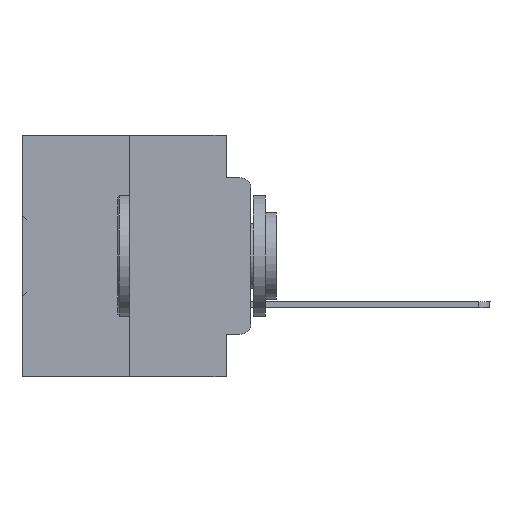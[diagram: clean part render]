
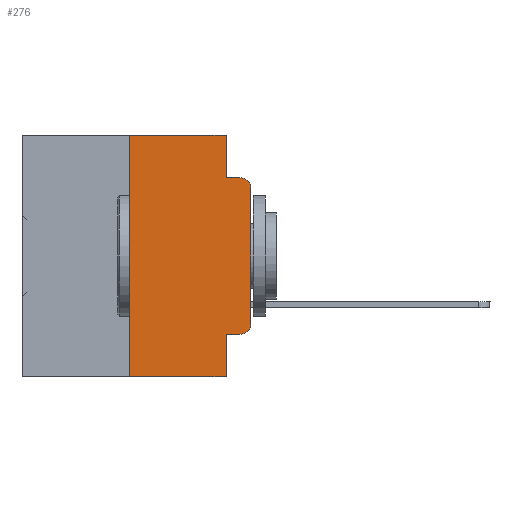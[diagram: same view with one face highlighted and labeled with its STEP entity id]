
A CAD part, left-side view. The second image highlights one B-rep face of the part: STEP entity #276.
In plain terms, the highlighted planar face has unit normal (-1, 0, 0).
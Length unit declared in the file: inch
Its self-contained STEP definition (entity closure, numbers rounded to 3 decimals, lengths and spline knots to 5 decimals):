
#276 = ADVANCED_FACE ( 'NONE', ( #26657 ), #5851, .F. ) ;
#494 = CARTESIAN_POINT ( 'NONE',  ( 0., 0.051, 0. ) ) ;
#1182 = CARTESIAN_POINT ( 'NONE',  ( 0., 0.051, 0. ) ) ;
#1279 = DIRECTION ( 'NONE',  ( 0., -1., 0. ) ) ;
#1844 = ORIENTED_EDGE ( 'NONE', *, *, #3679, .F. ) ;
#2218 = CARTESIAN_POINT ( 'NONE',  ( 0., 0.051, -0.0885 ) ) ;
#2411 = CARTESIAN_POINT ( 'NONE',  ( 0., 0.051, -0.4115 ) ) ;
#2456 = DIRECTION ( 'NONE',  ( 0., -1., 0. ) ) ;
#2470 = DIRECTION ( 'NONE',  ( 0., -1., 0. ) ) ;
#2984 = LINE ( 'NONE', #10577, #24913 ) ;
#3010 = LINE ( 'NONE', #10619, #21889 ) ;
#3206 = CARTESIAN_POINT ( 'NONE',  ( 0., 0.25, 0. ) ) ;
#3679 = EDGE_CURVE ( 'NONE', #5564, #28768, #22004, .T. ) ;
#4527 = CARTESIAN_POINT ( 'NONE',  ( 0., 0.051, -0.0885 ) ) ;
#5116 = DIRECTION ( 'NONE',  ( 0., 0., -1. ) ) ;
#5316 = LINE ( 'NONE', #2218, #7054 ) ;
#5564 = VERTEX_POINT ( 'NONE', #2411 ) ;
#5851 = PLANE ( 'NONE',  #32900 ) ;
#6102 = VERTEX_POINT ( 'NONE', #6488 ) ;
#6488 = CARTESIAN_POINT ( 'NONE',  ( 0., 0.25, -0.5 ) ) ;
#6607 = EDGE_CURVE ( 'NONE', #20411, #8794, #6735, .T. ) ;
#6735 = LINE ( 'NONE', #1182, #12432 ) ;
#7054 = VECTOR ( 'NONE', #2470, 39.37008 ) ;
#7800 = CARTESIAN_POINT ( 'NONE',  ( 0., 0.051, -0.5 ) ) ;
#7937 = CARTESIAN_POINT ( 'NONE',  ( 0., 0.02, -0.1085 ) ) ;
#8794 = VERTEX_POINT ( 'NONE', #4527 ) ;
#8812 = EDGE_CURVE ( 'NONE', #25973, #27443, #35550, .T. ) ;
#9053 = ORIENTED_EDGE ( 'NONE', *, *, #6607, .F. ) ;
#9068 = CARTESIAN_POINT ( 'NONE',  ( 0., 0., 0. ) ) ;
#9502 = EDGE_CURVE ( 'NONE', #15128, #25667, #18801, .T. ) ;
#10577 = CARTESIAN_POINT ( 'NONE',  ( 0., 0.25, 0. ) ) ;
#10619 = CARTESIAN_POINT ( 'NONE',  ( 0., 0.473, -0.5 ) ) ;
#10825 = DIRECTION ( 'NONE',  ( 0., 0., 1. ) ) ;
#11139 = DIRECTION ( 'NONE',  ( 0., 0., -1. ) ) ;
#11540 = DIRECTION ( 'NONE',  ( 0., 0., 1. ) ) ;
#12432 = VECTOR ( 'NONE', #5116, 39.37008 ) ;
#12791 = ORIENTED_EDGE ( 'NONE', *, *, #9502, .T. ) ;
#14284 = ORIENTED_EDGE ( 'NONE', *, *, #30494, .T. ) ;
#15128 = VERTEX_POINT ( 'NONE', #26960 ) ;
#16637 = CARTESIAN_POINT ( 'NONE',  ( 0., 0.473, 0. ) ) ;
#17707 = ORIENTED_EDGE ( 'NONE', *, *, #26655, .F. ) ;
#18280 = VECTOR ( 'NONE', #2456, 39.37008 ) ;
#18801 = CIRCLE ( 'NONE', #27739, 0.02 ) ;
#20411 = VERTEX_POINT ( 'NONE', #22919 ) ;
#20721 = LINE ( 'NONE', #30714, #30386 ) ;
#21186 = DIRECTION ( 'NONE',  ( 0., 0., -1. ) ) ;
#21545 = VECTOR ( 'NONE', #25407, 39.37008 ) ;
#21889 = VECTOR ( 'NONE', #1279, 39.37008 ) ;
#22004 = LINE ( 'NONE', #494, #21545 ) ;
#22014 = ORIENTED_EDGE ( 'NONE', *, *, #27427, .F. ) ;
#22044 = VERTEX_POINT ( 'NONE', #3206 ) ;
#22546 = LINE ( 'NONE', #9068, #33513 ) ;
#22919 = CARTESIAN_POINT ( 'NONE',  ( 0., 0.051, 0. ) ) ;
#24803 = EDGE_LOOP ( 'NONE', ( #35543, #32922, #28993, #9053, #22014, #17707, #14284, #1844, #34791, #12791 ) ) ;
#24913 = VECTOR ( 'NONE', #10825, 39.37008 ) ;
#24944 = DIRECTION ( 'NONE',  ( 0., -1., 0. ) ) ;
#25126 = CARTESIAN_POINT ( 'NONE',  ( 0., 0.02, -0.0885 ) ) ;
#25407 = DIRECTION ( 'NONE',  ( 0., 0., -1. ) ) ;
#25470 = CARTESIAN_POINT ( 'NONE',  ( 0., 0.473, 0. ) ) ;
#25667 = VERTEX_POINT ( 'NONE', #25689 ) ;
#25689 = CARTESIAN_POINT ( 'NONE',  ( 0., 0., -0.3915 ) ) ;
#25973 = VERTEX_POINT ( 'NONE', #29675 ) ;
#26315 = CARTESIAN_POINT ( 'NONE',  ( 0., 0.02, -0.3915 ) ) ;
#26646 = LINE ( 'NONE', #16637, #18280 ) ;
#26655 = EDGE_CURVE ( 'NONE', #6102, #22044, #2984, .T. ) ;
#26657 = FACE_OUTER_BOUND ( 'NONE', #24803, .T. ) ;
#26960 = CARTESIAN_POINT ( 'NONE',  ( 0., 0.02, -0.4115 ) ) ;
#27045 = AXIS2_PLACEMENT_3D ( 'NONE', #7937, #27360, #36029 ) ;
#27360 = DIRECTION ( 'NONE',  ( -1., 0., 0. ) ) ;
#27427 = EDGE_CURVE ( 'NONE', #22044, #20411, #26646, .T. ) ;
#27443 = VERTEX_POINT ( 'NONE', #25126 ) ;
#27739 = AXIS2_PLACEMENT_3D ( 'NONE', #26315, #29431, #21186 ) ;
#28210 = DIRECTION ( 'NONE',  ( 1., 0., 0. ) ) ;
#28768 = VERTEX_POINT ( 'NONE', #7800 ) ;
#28993 = ORIENTED_EDGE ( 'NONE', *, *, #34752, .F. ) ;
#29007 = EDGE_CURVE ( 'NONE', #25667, #25973, #22546, .T. ) ;
#29431 = DIRECTION ( 'NONE',  ( -1., 0., 0. ) ) ;
#29675 = CARTESIAN_POINT ( 'NONE',  ( 0., 0., -0.1085 ) ) ;
#30386 = VECTOR ( 'NONE', #24944, 39.37008 ) ;
#30494 = EDGE_CURVE ( 'NONE', #6102, #28768, #3010, .T. ) ;
#30714 = CARTESIAN_POINT ( 'NONE',  ( 0., 0.051, -0.4115 ) ) ;
#32900 = AXIS2_PLACEMENT_3D ( 'NONE', #25470, #28210, #11139 ) ;
#32922 = ORIENTED_EDGE ( 'NONE', *, *, #8812, .T. ) ;
#33513 = VECTOR ( 'NONE', #11540, 39.37008 ) ;
#34111 = EDGE_CURVE ( 'NONE', #5564, #15128, #20721, .T. ) ;
#34752 = EDGE_CURVE ( 'NONE', #8794, #27443, #5316, .T. ) ;
#34791 = ORIENTED_EDGE ( 'NONE', *, *, #34111, .T. ) ;
#35543 = ORIENTED_EDGE ( 'NONE', *, *, #29007, .T. ) ;
#35550 = CIRCLE ( 'NONE', #27045, 0.02 ) ;
#36029 = DIRECTION ( 'NONE',  ( 0., 0., -1. ) ) ;
